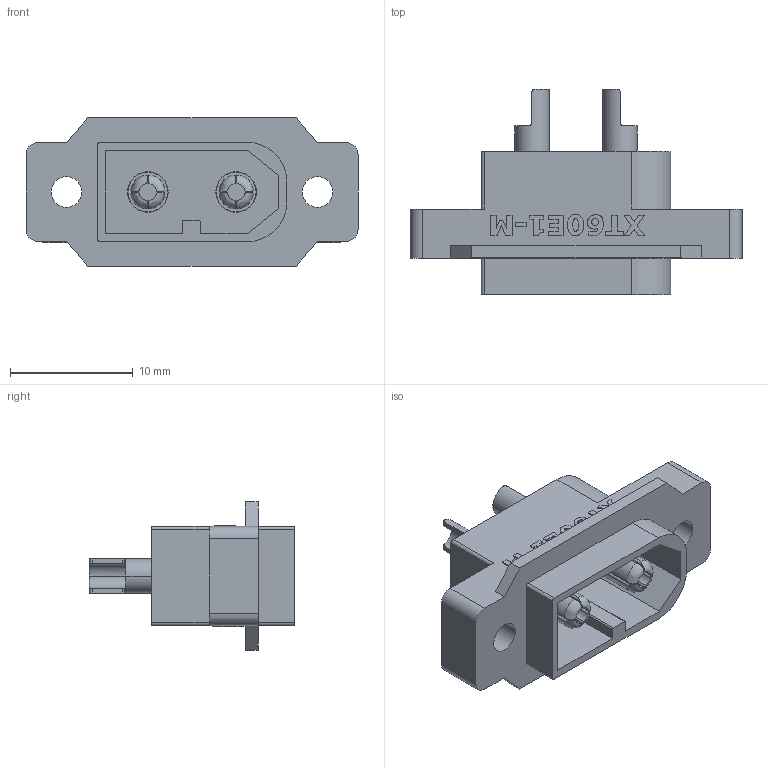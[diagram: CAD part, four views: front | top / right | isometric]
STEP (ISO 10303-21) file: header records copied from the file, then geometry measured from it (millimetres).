
FILE_DESCRIPTION (( 'STEP AP214' ), '1' );
FILE_NAME ('XT60E1-M.STEP', '2023-06-21T15:49:49', ( '' ), ( '' ), 'SwSTEP 2.0', 'SolidWorks 2022', '' );
FILE_SCHEMA (( 'AUTOMOTIVE_DESIGN' ));
Length unit declared in the file: millimetre
Products named in the file (4): M2.5 Nut v1 (1)^Amass XT60E1-M (2)_Amass XT60E1-M ; XT60E1-M; Amass XT60E1-M^Amass XT60E1-M (2)_Amass XT60E1-M ; M2.5 Nut v1^Amass XT60E1-M (2)_Amass XT60E1-M 
Assembly tree (3 placements, depth 2):
  XT60E1-M
    M2.5 Nut v1^Amass XT60E1-M (2)_Amass XT60E1-M 
    M2.5 Nut v1 (1)^Amass XT60E1-M (2)_Amass XT60E1-M 
    Amass XT60E1-M^Amass XT60E1-M (2)_Amass XT60E1-M 
Bounding box: 27.1 x 16.8 x 12.1 mm (x, y, z)
Volume: 1080.7 mm3; surface area: 2272.8 mm2
Topology: 3 solids, 3 shells, 481 faces, 1259 edges, 826 vertices
Faces by surface type: plane 285, cylinder 169, bspline 15, torus 12
Entity records: 15834 total; most frequent: CARTESIAN_POINT 4001, ORIENTED_EDGE 2518, DIRECTION 2287, EDGE_CURVE 1259, VECTOR 883, LINE 883, VERTEX_POINT 826, AXIS2_PLACEMENT_3D 702
